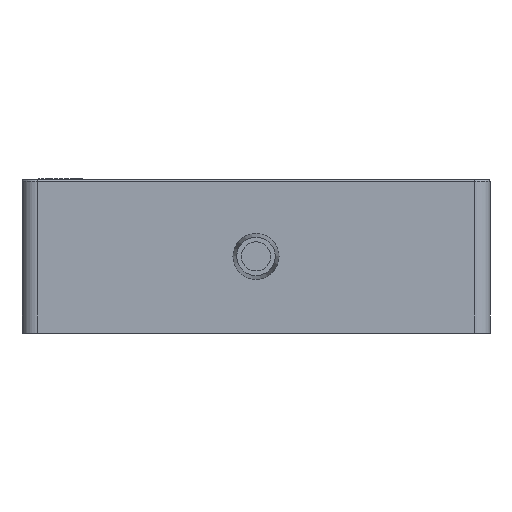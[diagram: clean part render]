
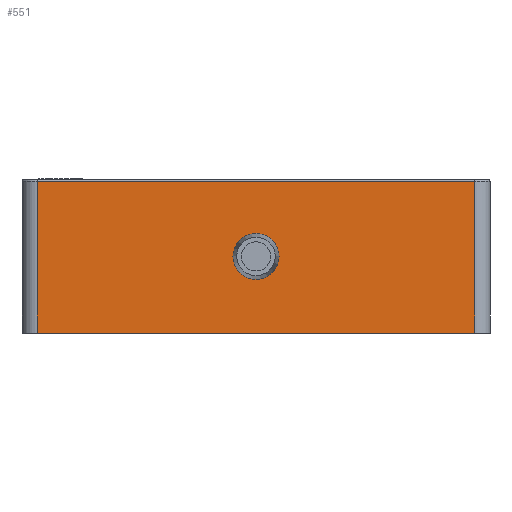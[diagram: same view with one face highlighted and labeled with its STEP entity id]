
A CAD part, front view. The second image highlights one B-rep face of the part: STEP entity #551.
In plain terms, the highlighted planar face has unit normal (0, -1, 0).
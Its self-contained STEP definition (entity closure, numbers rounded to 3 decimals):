
#34=FACE_BOUND('',#173,.T.);
#93=CIRCLE('',#633,3.);
#123=FACE_OUTER_BOUND('',#172,.T.);
#172=EDGE_LOOP('',(#475,#476,#477,#478));
#173=EDGE_LOOP('',(#479));
#201=LINE('',#877,#229);
#207=LINE('',#924,#235);
#218=LINE('',#966,#246);
#220=LINE('',#969,#248);
#229=VECTOR('',#695,10.);
#235=VECTOR('',#745,10.);
#246=VECTOR('',#798,10.);
#248=VECTOR('',#802,10.);
#261=VERTEX_POINT('',#873);
#263=VERTEX_POINT('',#876);
#280=VERTEX_POINT('',#916);
#282=VERTEX_POINT('',#922);
#293=VERTEX_POINT('',#970);
#315=EDGE_CURVE('',#261,#263,#201,.T.);
#337=EDGE_CURVE('',#282,#280,#207,.T.);
#359=EDGE_CURVE('',#280,#261,#218,.T.);
#361=EDGE_CURVE('',#263,#282,#220,.T.);
#362=EDGE_CURVE('',#293,#293,#93,.T.);
#475=ORIENTED_EDGE('',*,*,#337,.F.);
#476=ORIENTED_EDGE('',*,*,#361,.F.);
#477=ORIENTED_EDGE('',*,*,#315,.F.);
#478=ORIENTED_EDGE('',*,*,#359,.F.);
#479=ORIENTED_EDGE('',*,*,#362,.T.);
#515=PLANE('',#632);
#551=ADVANCED_FACE('',(#123,#34),#515,.T.);
#632=AXIS2_PLACEMENT_3D('',#968,#800,#801);
#633=AXIS2_PLACEMENT_3D('',#971,#803,#804);
#695=DIRECTION('',(-1.,0.,0.));
#745=DIRECTION('',(1.,0.,0.));
#798=DIRECTION('',(0.,0.,-1.));
#800=DIRECTION('center_axis',(0.,-1.,0.));
#801=DIRECTION('ref_axis',(1.,0.,0.));
#802=DIRECTION('',(0.,0.,1.));
#803=DIRECTION('center_axis',(0.,1.,0.));
#804=DIRECTION('ref_axis',(-1.,0.,0.));
#873=CARTESIAN_POINT('',(28.5,-45.,0.));
#876=CARTESIAN_POINT('',(-28.5,-45.,0.));
#877=CARTESIAN_POINT('',(30.5,-45.,0.));
#916=CARTESIAN_POINT('',(28.5,-45.,19.8));
#922=CARTESIAN_POINT('',(-28.5,-45.,19.8));
#924=CARTESIAN_POINT('',(-15.25,-45.,19.8));
#966=CARTESIAN_POINT('',(28.5,-45.,0.));
#968=CARTESIAN_POINT('Origin',(-30.5,-45.,0.));
#969=CARTESIAN_POINT('',(-28.5,-45.,0.));
#970=CARTESIAN_POINT('',(3.,-45.,10.));
#971=CARTESIAN_POINT('Origin',(0.,-45.,10.));
